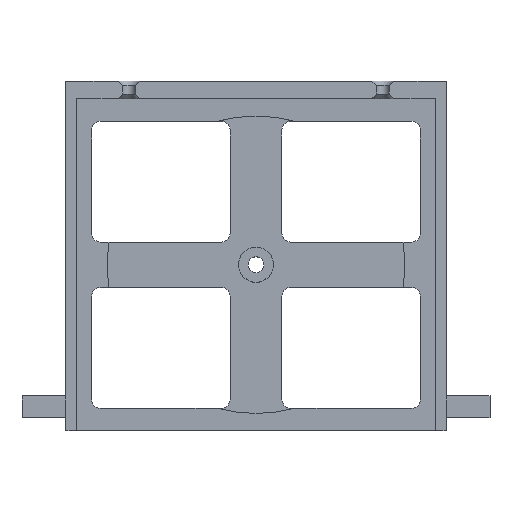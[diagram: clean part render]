
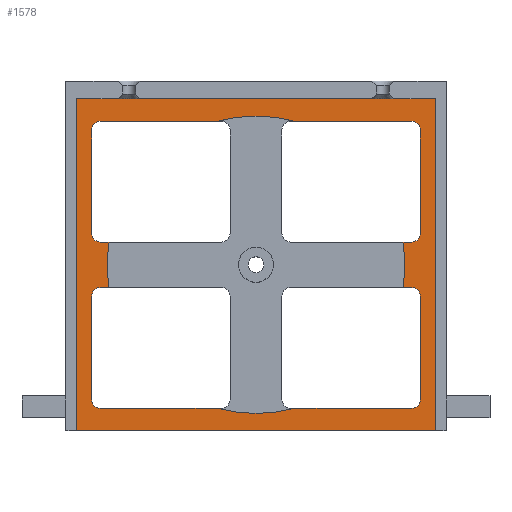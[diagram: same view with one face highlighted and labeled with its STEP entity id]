
A CAD part, top view. The second image highlights one B-rep face of the part: STEP entity #1578.
In plain terms, the highlighted planar face has unit normal (0, 0, 1).
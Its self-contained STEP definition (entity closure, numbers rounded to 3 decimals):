
#63=FACE_BOUND('',#295,.T.);
#103=CIRCLE('',#1670,2.);
#104=CIRCLE('',#1673,2.);
#107=CIRCLE('',#1682,2.);
#108=CIRCLE('',#1685,2.);
#111=CIRCLE('',#1694,2.);
#112=CIRCLE('',#1697,2.);
#114=CIRCLE('',#1703,2.);
#117=CIRCLE('',#1712,2.);
#121=CIRCLE('',#1725,34.);
#122=CIRCLE('',#1726,34.);
#123=CIRCLE('',#1727,34.);
#124=CIRCLE('',#1728,34.);
#201=FACE_OUTER_BOUND('',#294,.T.);
#294=EDGE_LOOP('',(#1374,#1375,#1376,#1377));
#295=EDGE_LOOP('',(#1378,#1379,#1380,#1381,#1382,#1383,#1384,#1385,#1386,
#1387,#1388,#1389,#1390,#1391,#1392,#1393,#1394,#1395,#1396,#1397,#1398,
#1399,#1400,#1401));
#369=LINE('',#2359,#530);
#403=LINE('',#2457,#564);
#407=LINE('',#2466,#568);
#413=LINE('',#2479,#574);
#421=LINE('',#2499,#582);
#423=LINE('',#2506,#584);
#426=LINE('',#2514,#587);
#437=LINE('',#2539,#598);
#439=LINE('',#2546,#600);
#442=LINE('',#2554,#603);
#446=LINE('',#2565,#607);
#453=LINE('',#2579,#614);
#459=LINE('',#2597,#620);
#466=LINE('',#2617,#627);
#468=LINE('',#2620,#629);
#469=LINE('',#2622,#630);
#530=VECTOR('',#1867,1.);
#564=VECTOR('',#1969,1.);
#568=VECTOR('',#1979,1.);
#574=VECTOR('',#1991,1.);
#582=VECTOR('',#2011,1.);
#584=VECTOR('',#2019,1.);
#587=VECTOR('',#2028,1.);
#598=VECTOR('',#2051,1.);
#600=VECTOR('',#2059,1.);
#603=VECTOR('',#2068,1.);
#607=VECTOR('',#2078,1.);
#614=VECTOR('',#2091,1.);
#620=VECTOR('',#2109,1.);
#627=VECTOR('',#2134,1.);
#629=VECTOR('',#2138,1.);
#630=VECTOR('',#2141,1.);
#701=VERTEX_POINT('',#2356);
#702=VERTEX_POINT('',#2358);
#730=VERTEX_POINT('',#2453);
#732=VERTEX_POINT('',#2456);
#733=VERTEX_POINT('',#2461);
#734=VERTEX_POINT('',#2465);
#735=VERTEX_POINT('',#2469);
#736=VERTEX_POINT('',#2473);
#742=VERTEX_POINT('',#2493);
#744=VERTEX_POINT('',#2497);
#745=VERTEX_POINT('',#2501);
#746=VERTEX_POINT('',#2505);
#747=VERTEX_POINT('',#2509);
#748=VERTEX_POINT('',#2513);
#754=VERTEX_POINT('',#2533);
#756=VERTEX_POINT('',#2537);
#757=VERTEX_POINT('',#2541);
#758=VERTEX_POINT('',#2545);
#759=VERTEX_POINT('',#2549);
#760=VERTEX_POINT('',#2553);
#763=VERTEX_POINT('',#2563);
#764=VERTEX_POINT('',#2564);
#765=VERTEX_POINT('',#2569);
#766=VERTEX_POINT('',#2573);
#772=VERTEX_POINT('',#2593);
#774=VERTEX_POINT('',#2596);
#777=VERTEX_POINT('',#2614);
#778=VERTEX_POINT('',#2616);
#860=EDGE_CURVE('',#701,#702,#369,.T.);
#909=EDGE_CURVE('',#730,#732,#403,.T.);
#912=EDGE_CURVE('',#732,#733,#103,.T.);
#914=EDGE_CURVE('',#734,#733,#407,.T.);
#916=EDGE_CURVE('',#734,#735,#104,.T.);
#921=EDGE_CURVE('',#736,#735,#413,.T.);
#931=EDGE_CURVE('',#742,#744,#421,.T.);
#932=EDGE_CURVE('',#742,#745,#107,.T.);
#934=EDGE_CURVE('',#745,#746,#423,.T.);
#936=EDGE_CURVE('',#746,#747,#108,.T.);
#938=EDGE_CURVE('',#747,#748,#426,.T.);
#951=EDGE_CURVE('',#754,#756,#437,.T.);
#952=EDGE_CURVE('',#754,#757,#111,.T.);
#954=EDGE_CURVE('',#757,#758,#439,.T.);
#956=EDGE_CURVE('',#758,#759,#112,.T.);
#958=EDGE_CURVE('',#759,#760,#442,.T.);
#963=EDGE_CURVE('',#763,#764,#446,.T.);
#966=EDGE_CURVE('',#763,#765,#114,.T.);
#971=EDGE_CURVE('',#766,#765,#453,.T.);
#979=EDGE_CURVE('',#772,#774,#459,.T.);
#982=EDGE_CURVE('',#774,#764,#117,.T.);
#989=EDGE_CURVE('',#778,#777,#466,.T.);
#991=EDGE_CURVE('',#702,#777,#468,.T.);
#992=EDGE_CURVE('',#701,#778,#469,.T.);
#995=EDGE_CURVE('',#744,#760,#121,.T.);
#996=EDGE_CURVE('',#756,#736,#122,.T.);
#997=EDGE_CURVE('',#730,#766,#123,.T.);
#998=EDGE_CURVE('',#772,#748,#124,.T.);
#1374=ORIENTED_EDGE('',*,*,#992,.T.);
#1375=ORIENTED_EDGE('',*,*,#989,.T.);
#1376=ORIENTED_EDGE('',*,*,#991,.F.);
#1377=ORIENTED_EDGE('',*,*,#860,.F.);
#1378=ORIENTED_EDGE('',*,*,#995,.T.);
#1379=ORIENTED_EDGE('',*,*,#958,.F.);
#1380=ORIENTED_EDGE('',*,*,#956,.F.);
#1381=ORIENTED_EDGE('',*,*,#954,.F.);
#1382=ORIENTED_EDGE('',*,*,#952,.F.);
#1383=ORIENTED_EDGE('',*,*,#951,.T.);
#1384=ORIENTED_EDGE('',*,*,#996,.T.);
#1385=ORIENTED_EDGE('',*,*,#921,.T.);
#1386=ORIENTED_EDGE('',*,*,#916,.F.);
#1387=ORIENTED_EDGE('',*,*,#914,.T.);
#1388=ORIENTED_EDGE('',*,*,#912,.F.);
#1389=ORIENTED_EDGE('',*,*,#909,.F.);
#1390=ORIENTED_EDGE('',*,*,#997,.T.);
#1391=ORIENTED_EDGE('',*,*,#971,.T.);
#1392=ORIENTED_EDGE('',*,*,#966,.F.);
#1393=ORIENTED_EDGE('',*,*,#963,.T.);
#1394=ORIENTED_EDGE('',*,*,#982,.F.);
#1395=ORIENTED_EDGE('',*,*,#979,.F.);
#1396=ORIENTED_EDGE('',*,*,#998,.T.);
#1397=ORIENTED_EDGE('',*,*,#938,.F.);
#1398=ORIENTED_EDGE('',*,*,#936,.F.);
#1399=ORIENTED_EDGE('',*,*,#934,.F.);
#1400=ORIENTED_EDGE('',*,*,#932,.F.);
#1401=ORIENTED_EDGE('',*,*,#931,.T.);
#1506=PLANE('',#1724);
#1578=ADVANCED_FACE('',(#201,#63),#1506,.F.);
#1670=AXIS2_PLACEMENT_3D('',#2462,#1974,#1975);
#1673=AXIS2_PLACEMENT_3D('',#2470,#1983,#1984);
#1682=AXIS2_PLACEMENT_3D('',#2502,#2014,#2015);
#1685=AXIS2_PLACEMENT_3D('',#2510,#2023,#2024);
#1694=AXIS2_PLACEMENT_3D('',#2542,#2054,#2055);
#1697=AXIS2_PLACEMENT_3D('',#2550,#2063,#2064);
#1703=AXIS2_PLACEMENT_3D('',#2570,#2083,#2084);
#1712=AXIS2_PLACEMENT_3D('',#2601,#2114,#2115);
#1724=AXIS2_PLACEMENT_3D('',#2627,#2147,#2148);
#1725=AXIS2_PLACEMENT_3D('',#2628,#2149,#2150);
#1726=AXIS2_PLACEMENT_3D('',#2629,#2151,#2152);
#1727=AXIS2_PLACEMENT_3D('',#2630,#2153,#2154);
#1728=AXIS2_PLACEMENT_3D('',#2631,#2155,#2156);
#1867=DIRECTION('',(-1.,0.,0.));
#1969=DIRECTION('',(1.,0.,0.));
#1974=DIRECTION('center_axis',(0.,0.,1.));
#1975=DIRECTION('ref_axis',(-1.,0.,0.));
#1979=DIRECTION('',(0.,-1.,0.));
#1983=DIRECTION('center_axis',(0.,0.,1.));
#1984=DIRECTION('ref_axis',(-1.,0.,0.));
#1991=DIRECTION('',(1.,0.,0.));
#2011=DIRECTION('',(1.,0.,0.));
#2014=DIRECTION('center_axis',(0.,0.,1.));
#2015=DIRECTION('ref_axis',(-1.,0.,0.));
#2019=DIRECTION('',(0.,-1.,0.));
#2023=DIRECTION('center_axis',(0.,0.,1.));
#2024=DIRECTION('ref_axis',(-1.,0.,0.));
#2028=DIRECTION('',(1.,0.,0.));
#2051=DIRECTION('',(1.,0.,0.));
#2054=DIRECTION('center_axis',(0.,0.,1.));
#2055=DIRECTION('ref_axis',(-1.,0.,0.));
#2059=DIRECTION('',(0.,-1.,0.));
#2063=DIRECTION('center_axis',(0.,0.,1.));
#2064=DIRECTION('ref_axis',(-1.,0.,0.));
#2068=DIRECTION('',(1.,0.,0.));
#2078=DIRECTION('',(0.,-1.,0.));
#2083=DIRECTION('center_axis',(0.,0.,1.));
#2084=DIRECTION('ref_axis',(-1.,0.,0.));
#2091=DIRECTION('',(1.,0.,0.));
#2109=DIRECTION('',(1.,0.,0.));
#2114=DIRECTION('center_axis',(0.,0.,1.));
#2115=DIRECTION('ref_axis',(-1.,0.,0.));
#2134=DIRECTION('',(-1.,0.,0.));
#2138=DIRECTION('',(0.,1.,0.));
#2141=DIRECTION('',(0.,1.,0.));
#2147=DIRECTION('center_axis',(0.,0.,-1.));
#2148=DIRECTION('ref_axis',(0.,1.,0.));
#2149=DIRECTION('center_axis',(0.,0.,-1.));
#2150=DIRECTION('ref_axis',(-1.,0.,0.));
#2151=DIRECTION('center_axis',(0.,0.,-1.));
#2152=DIRECTION('ref_axis',(-1.,0.,0.));
#2153=DIRECTION('center_axis',(0.,0.,-1.));
#2154=DIRECTION('ref_axis',(-1.,0.,0.));
#2155=DIRECTION('center_axis',(0.,0.,-1.));
#2156=DIRECTION('ref_axis',(-1.,0.,0.));
#2356=CARTESIAN_POINT('',(41.,-35.24,0.572));
#2358=CARTESIAN_POINT('',(-41.,-35.24,0.572));
#2359=CARTESIAN_POINT('',(-42.25,-35.24,0.572));
#2453=CARTESIAN_POINT('',(33.603,7.942,0.572));
#2456=CARTESIAN_POINT('',(35.568,7.942,0.572));
#2457=CARTESIAN_POINT('',(-2.716,7.942,0.572));
#2461=CARTESIAN_POINT('',(37.568,9.942,0.572));
#2462=CARTESIAN_POINT('Origin',(35.568,9.942,0.572));
#2465=CARTESIAN_POINT('',(37.568,33.578,0.572));
#2466=CARTESIAN_POINT('',(37.568,-12.899,0.572));
#2469=CARTESIAN_POINT('',(35.568,35.578,0.572));
#2470=CARTESIAN_POINT('Origin',(35.568,33.578,0.572));
#2473=CARTESIAN_POINT('',(8.886,35.578,0.572));
#2479=CARTESIAN_POINT('',(-2.716,35.578,0.572));
#2493=CARTESIAN_POINT('',(-35.568,-2.422,0.572));
#2497=CARTESIAN_POINT('',(-33.603,-2.422,0.572));
#2499=CARTESIAN_POINT('',(-24.466,-2.422,0.572));
#2501=CARTESIAN_POINT('',(-37.568,-4.422,0.572));
#2502=CARTESIAN_POINT('Origin',(-35.568,-4.422,0.572));
#2505=CARTESIAN_POINT('',(-37.568,-28.058,0.572));
#2506=CARTESIAN_POINT('',(-37.568,-31.899,0.572));
#2509=CARTESIAN_POINT('',(-35.568,-30.058,0.572));
#2510=CARTESIAN_POINT('Origin',(-35.568,-28.058,0.572));
#2513=CARTESIAN_POINT('',(-8.886,-30.058,0.572));
#2514=CARTESIAN_POINT('',(-24.466,-30.058,0.572));
#2533=CARTESIAN_POINT('',(-35.568,35.578,0.572));
#2537=CARTESIAN_POINT('',(-8.886,35.578,0.572));
#2539=CARTESIAN_POINT('',(-24.466,35.578,0.572));
#2541=CARTESIAN_POINT('',(-37.568,33.578,0.572));
#2542=CARTESIAN_POINT('Origin',(-35.568,33.578,0.572));
#2545=CARTESIAN_POINT('',(-37.568,9.942,0.572));
#2546=CARTESIAN_POINT('',(-37.568,-12.899,0.572));
#2549=CARTESIAN_POINT('',(-35.568,7.942,0.572));
#2550=CARTESIAN_POINT('Origin',(-35.568,9.942,0.572));
#2553=CARTESIAN_POINT('',(-33.603,7.942,0.572));
#2554=CARTESIAN_POINT('',(-24.466,7.942,0.572));
#2563=CARTESIAN_POINT('',(37.568,-4.422,0.572));
#2564=CARTESIAN_POINT('',(37.568,-28.058,0.572));
#2565=CARTESIAN_POINT('',(37.568,-31.899,0.572));
#2569=CARTESIAN_POINT('',(35.568,-2.422,0.572));
#2570=CARTESIAN_POINT('Origin',(35.568,-4.422,0.572));
#2573=CARTESIAN_POINT('',(33.603,-2.422,0.572));
#2579=CARTESIAN_POINT('',(-2.716,-2.422,0.572));
#2593=CARTESIAN_POINT('',(8.886,-30.058,0.572));
#2596=CARTESIAN_POINT('',(35.568,-30.058,0.572));
#2597=CARTESIAN_POINT('',(-2.716,-30.058,0.572));
#2601=CARTESIAN_POINT('Origin',(35.568,-28.058,0.572));
#2614=CARTESIAN_POINT('',(-41.,40.76,0.572));
#2616=CARTESIAN_POINT('',(41.,40.76,0.572));
#2617=CARTESIAN_POINT('',(-42.25,40.76,0.572));
#2620=CARTESIAN_POINT('',(-41.,-35.74,0.572));
#2622=CARTESIAN_POINT('',(41.,-35.74,0.572));
#2627=CARTESIAN_POINT('Origin',(-41.,-35.74,0.572));
#2628=CARTESIAN_POINT('Origin',(0.,2.76,0.572));
#2629=CARTESIAN_POINT('Origin',(0.,2.76,0.572));
#2630=CARTESIAN_POINT('Origin',(0.,2.76,0.572));
#2631=CARTESIAN_POINT('Origin',(0.,2.76,0.572));
